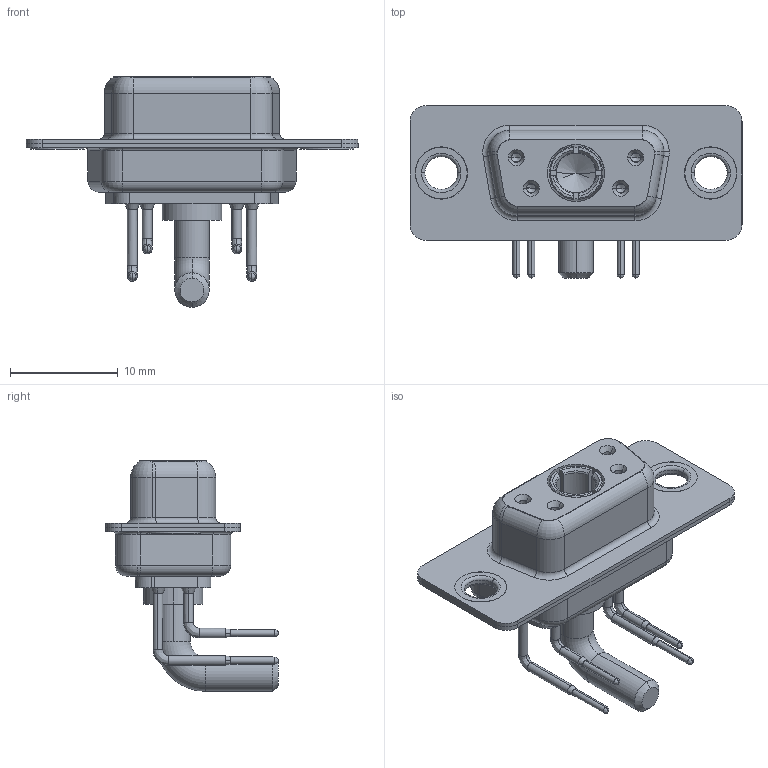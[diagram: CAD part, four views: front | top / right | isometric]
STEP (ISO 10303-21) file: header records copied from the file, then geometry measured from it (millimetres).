
FILE_DESCRIPTION (( 'STEP AP203' ), '1' );
FILE_NAME ('630-5W1-240-3T1.STEP', '2022-05-27T06:38:27', ( '' ), ( '' ), 'SwSTEP 2.0', 'SolidWorks 2020', '' );
FILE_SCHEMA (( 'CONFIG_CONTROL_DESIGN' ));
Length unit declared in the file: millimetre
Products named in the file (8): 630Combo Contact Row 1; 630Combo Contact Row 2; 630-5W1-240-3T1; 630Combo Shell Front_09 Contacts; 630Combo Shell Rear_09 Contacts; Power Socket_30A RA; 630Combo Thru Hole Rivet; 630Combo Housing_5W1
Assembly tree (10 placements, depth 2):
  630-5W1-240-3T1
    630Combo Housing_5W1
    630Combo Shell Front_09 Contacts
    630Combo Shell Rear_09 Contacts
    630Combo Thru Hole Rivet  x2
    Power Socket_30A RA
    630Combo Contact Row 1  x2
    630Combo Contact Row 2  x2
Bounding box: 30.8 x 16 x 21.4 mm (x, y, z)
Volume: 1756.4 mm3; surface area: 4263.3 mm2
Topology: 11 solids, 11 shells, 543 faces, 1349 edges, 844 vertices
Faces by surface type: cylinder 238, plane 156, torus 71, cone 61, bspline 17
Entity records: 14484 total; most frequent: CARTESIAN_POINT 2804, DIRECTION 2430, ORIENTED_EDGE 2166, EDGE_CURVE 1083, AXIS2_PLACEMENT_3D 997, VERTEX_POINT 686, CIRCLE 550, EDGE_LOOP 497
